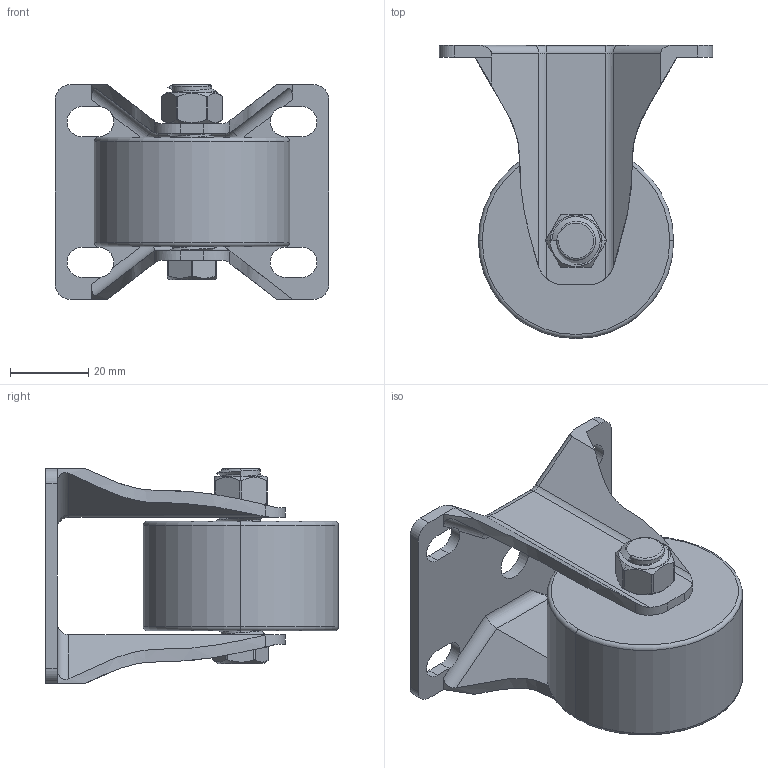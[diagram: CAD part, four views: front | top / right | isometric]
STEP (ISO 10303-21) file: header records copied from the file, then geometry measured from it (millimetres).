
FILE_DESCRIPTION((''),'2;1');
FILE_NAME('2CUN-DZX-DX_ASM','2021-03-31T',('MAYANYAN'),(''),'PRO/ENGINEER BY PARAMETRIC TECHNOLOGY CORPORATION, 2013240','PRO/ENGINEER BY PARAMETRIC TECHNOLOGY CORPORATION, 2013240','');
FILE_SCHEMA(('CONFIG_CONTROL_DESIGN'));
Length unit declared in the file: millimetre
Products named in the file (5): 2CUN-DZX-DIBAN; 2CUN-LUNZI-50X28; LUODING-50; LUOMAO-15; 2CUN-DZX-DX_ASM
Assembly tree (4 placements, depth 2):
  2CUN-DZX-DX_ASM
    2CUN-DZX-DIBAN
    2CUN-LUNZI-50X28
    LUODING-50
    LUOMAO-15
Bounding box: 70 x 75 x 55 mm (x, y, z)
Volume: 75885.7 mm3; surface area: 27538.3 mm2
Topology: 4 solids, 4 shells, 193 faces, 532 edges, 345 vertices
Faces by surface type: cylinder 101, plane 55, bspline 12, torus 11, cone 6, extrusion 4, revolution 4
Entity records: 10523 total; most frequent: CARTESIAN_POINT 5767, ORIENTED_EDGE 1064, DIRECTION 826, EDGE_CURVE 532, VERTEX_POINT 345, AXIS2_PLACEMENT_3D 294, VECTOR 234, LINE 230
